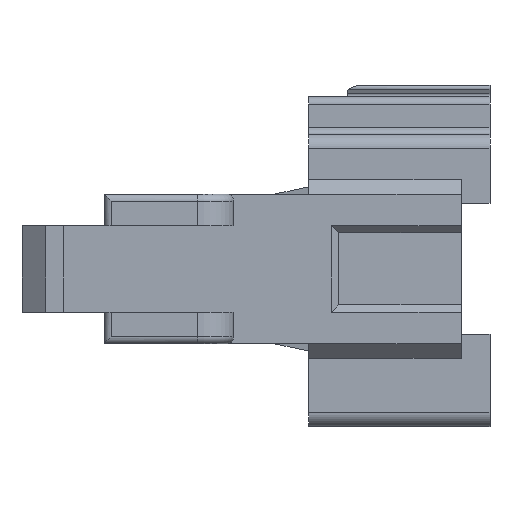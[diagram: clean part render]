
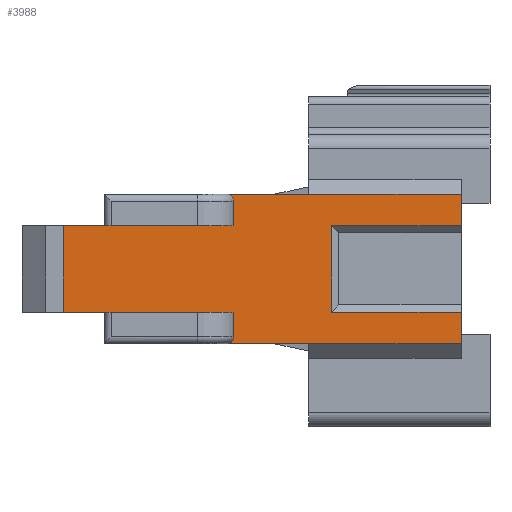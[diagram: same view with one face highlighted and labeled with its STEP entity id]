
A CAD part, left-side view. The second image highlights one B-rep face of the part: STEP entity #3988.
In plain terms, the highlighted planar face has unit normal (-1, 0, 0).
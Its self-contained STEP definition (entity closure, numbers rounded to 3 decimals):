
#658=DIRECTION('',(0.,1.,0.));
#659=VECTOR('',#658,16.3);
#660=CARTESIAN_POINT('',(-18.7,2.,-5.2));
#661=LINE('',#660,#659);
#662=DIRECTION('',(0.,0.,1.));
#663=VECTOR('',#662,1.7);
#664=CARTESIAN_POINT('',(-18.7,17.8,-4.7));
#665=LINE('',#664,#663);
#666=DIRECTION('',(0.,1.,0.));
#667=VECTOR('',#666,9.);
#668=CARTESIAN_POINT('',(-18.7,17.8,-3.));
#669=LINE('',#668,#667);
#670=DIRECTION('',(0.,1.,0.));
#671=VECTOR('',#670,2.84);
#672=CARTESIAN_POINT('',(-18.7,26.8,-3.));
#673=LINE('',#672,#671);
#674=DIRECTION('',(0.,-1.,0.));
#675=VECTOR('',#674,2.84);
#676=CARTESIAN_POINT('',(-18.7,29.64,3.));
#677=LINE('',#676,#675);
#678=DIRECTION('',(0.,-1.,0.));
#679=VECTOR('',#678,9.);
#680=CARTESIAN_POINT('',(-18.7,26.8,3.));
#681=LINE('',#680,#679);
#682=DIRECTION('',(0.,0.,-1.));
#683=VECTOR('',#682,1.7);
#684=CARTESIAN_POINT('',(-18.7,17.8,4.7));
#685=LINE('',#684,#683);
#686=DIRECTION('',(0.,-1.,0.));
#687=VECTOR('',#686,16.3);
#688=CARTESIAN_POINT('',(-18.7,18.3,5.2));
#689=LINE('',#688,#687);
#690=DIRECTION('',(0.,0.,1.));
#691=VECTOR('',#690,2.2);
#692=CARTESIAN_POINT('',(-18.7,2.,3.));
#693=LINE('',#692,#691);
#694=DIRECTION('',(0.,1.,0.));
#695=VECTOR('',#694,9.);
#696=CARTESIAN_POINT('',(-18.7,2.,3.));
#697=LINE('',#696,#695);
#698=DIRECTION('',(0.,0.,-1.));
#699=VECTOR('',#698,6.);
#700=CARTESIAN_POINT('',(-18.7,11.,3.));
#701=LINE('',#700,#699);
#702=DIRECTION('',(0.,1.,0.));
#703=VECTOR('',#702,9.);
#704=CARTESIAN_POINT('',(-18.7,2.,-3.));
#705=LINE('',#704,#703);
#706=DIRECTION('',(0.,0.,1.));
#707=VECTOR('',#706,2.2);
#708=CARTESIAN_POINT('',(-18.7,2.,-5.2));
#709=LINE('',#708,#707);
#1444=CARTESIAN_POINT('',(-18.7,18.3,4.7));
#1445=DIRECTION('',(1.,0.,0.));
#1446=DIRECTION('',(0.,0.,1.));
#1447=AXIS2_PLACEMENT_3D('',#1444,#1445,#1446);
#1541=DIRECTION('',(0.,0.,-1.));
#1542=VECTOR('',#1541,6.);
#1543=CARTESIAN_POINT('',(-18.7,29.64,3.));
#1544=LINE('',#1543,#1542);
#1553=CARTESIAN_POINT('',(-18.7,18.3,-4.7));
#1554=DIRECTION('',(1.,0.,0.));
#1555=DIRECTION('',(0.,-1.,0.));
#1556=AXIS2_PLACEMENT_3D('',#1553,#1554,#1555);
#2466=CARTESIAN_POINT('',(-18.7,2.,3.));
#2467=CARTESIAN_POINT('',(-18.7,11.,3.));
#2468=VERTEX_POINT('',#2466);
#2469=VERTEX_POINT('',#2467);
#2470=CARTESIAN_POINT('',(-18.7,11.,-3.));
#2471=VERTEX_POINT('',#2470);
#2472=CARTESIAN_POINT('',(-18.7,2.,-3.));
#2473=VERTEX_POINT('',#2472);
#2474=CARTESIAN_POINT('',(-18.7,2.,-5.2));
#2475=VERTEX_POINT('',#2474);
#2476=CARTESIAN_POINT('',(-18.7,2.,5.2));
#2477=VERTEX_POINT('',#2476);
#2506=CARTESIAN_POINT('',(-18.7,17.8,-3.));
#2507=CARTESIAN_POINT('',(-18.7,26.8,-3.));
#2508=VERTEX_POINT('',#2506);
#2509=VERTEX_POINT('',#2507);
#2510=CARTESIAN_POINT('',(-18.7,26.8,3.));
#2511=CARTESIAN_POINT('',(-18.7,17.8,3.));
#2512=VERTEX_POINT('',#2510);
#2513=VERTEX_POINT('',#2511);
#2518=CARTESIAN_POINT('',(-18.7,29.64,3.));
#2519=VERTEX_POINT('',#2518);
#2526=CARTESIAN_POINT('',(-18.7,29.64,-3.));
#2527=VERTEX_POINT('',#2526);
#2732=CARTESIAN_POINT('',(-18.7,17.8,-4.7));
#2733=VERTEX_POINT('',#2732);
#2734=CARTESIAN_POINT('',(-18.7,17.8,4.7));
#2735=VERTEX_POINT('',#2734);
#2744=CARTESIAN_POINT('',(-18.7,18.3,5.2));
#2745=VERTEX_POINT('',#2744);
#2746=CARTESIAN_POINT('',(-18.7,18.3,-5.2));
#2747=VERTEX_POINT('',#2746);
#3953=CARTESIAN_POINT('',(-18.7,0.,0.));
#3954=DIRECTION('',(-1.,0.,0.));
#3955=DIRECTION('',(0.,0.,1.));
#3956=AXIS2_PLACEMENT_3D('',#3953,#3954,#3955);
#3957=PLANE('',#3956);
#3959=ORIENTED_EDGE('',*,*,#3958,.T.);
#3961=ORIENTED_EDGE('',*,*,#3960,.F.);
#3963=ORIENTED_EDGE('',*,*,#3962,.T.);
#3965=ORIENTED_EDGE('',*,*,#3964,.T.);
#3967=ORIENTED_EDGE('',*,*,#3966,.T.);
#3969=ORIENTED_EDGE('',*,*,#3968,.F.);
#3971=ORIENTED_EDGE('',*,*,#3970,.T.);
#3973=ORIENTED_EDGE('',*,*,#3972,.T.);
#3975=ORIENTED_EDGE('',*,*,#3974,.F.);
#3977=ORIENTED_EDGE('',*,*,#3976,.F.);
#3979=ORIENTED_EDGE('',*,*,#3978,.T.);
#3980=ORIENTED_EDGE('',*,*,#3838,.F.);
#3982=ORIENTED_EDGE('',*,*,#3981,.T.);
#3983=ORIENTED_EDGE('',*,*,#3946,.T.);
#3984=ORIENTED_EDGE('',*,*,#3903,.F.);
#3985=ORIENTED_EDGE('',*,*,#3855,.F.);
#3986=EDGE_LOOP('',(#3959,#3961,#3963,#3965,#3967,#3969,#3971,#3973,#3975,#3977,
#3979,#3980,#3982,#3983,#3984,#3985));
#3987=FACE_OUTER_BOUND('',#3986,.F.);
#3988=ADVANCED_FACE('',(#3987),#3957,.T.);
#1448=CIRCLE('',#1447,0.5);
#1557=CIRCLE('',#1556,0.5);
#3838=EDGE_CURVE('',#2468,#2477,#693,.T.);
#3855=EDGE_CURVE('',#2475,#2473,#709,.T.);
#3903=EDGE_CURVE('',#2473,#2471,#705,.T.);
#3946=EDGE_CURVE('',#2469,#2471,#701,.T.);
#3958=EDGE_CURVE('',#2475,#2747,#661,.T.);
#3960=EDGE_CURVE('',#2733,#2747,#1557,.T.);
#3962=EDGE_CURVE('',#2733,#2508,#665,.T.);
#3964=EDGE_CURVE('',#2508,#2509,#669,.T.);
#3966=EDGE_CURVE('',#2509,#2527,#673,.T.);
#3968=EDGE_CURVE('',#2519,#2527,#1544,.T.);
#3970=EDGE_CURVE('',#2519,#2512,#677,.T.);
#3972=EDGE_CURVE('',#2512,#2513,#681,.T.);
#3974=EDGE_CURVE('',#2735,#2513,#685,.T.);
#3976=EDGE_CURVE('',#2745,#2735,#1448,.T.);
#3978=EDGE_CURVE('',#2745,#2477,#689,.T.);
#3981=EDGE_CURVE('',#2468,#2469,#697,.T.);
